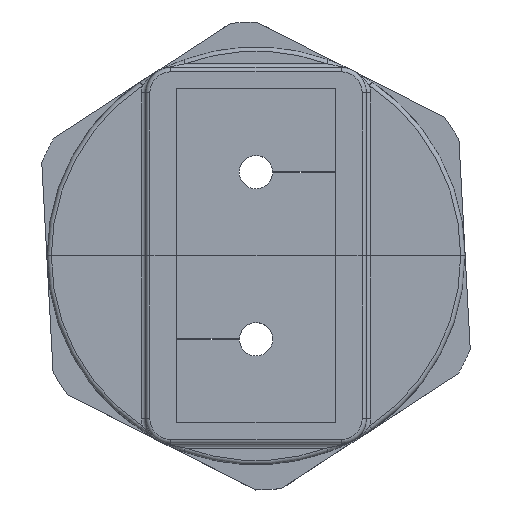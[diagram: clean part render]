
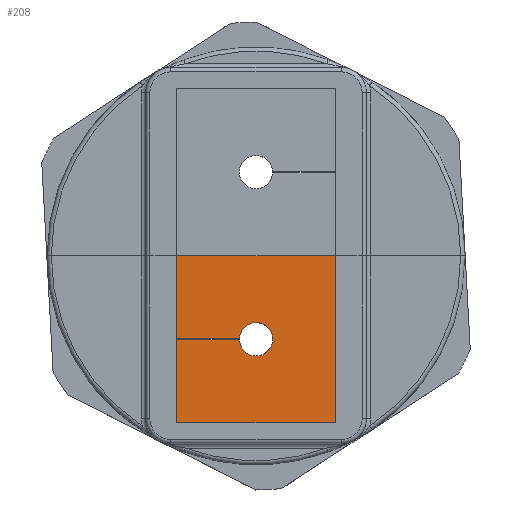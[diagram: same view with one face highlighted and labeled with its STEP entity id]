
A CAD part, top view. The second image highlights one B-rep face of the part: STEP entity #208.
In plain terms, the highlighted planar face has unit normal (0, 0, 1).
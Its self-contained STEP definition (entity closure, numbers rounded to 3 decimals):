
#208=ADVANCED_FACE('NONE',(#507),#508,.T.);
#507=FACE_OUTER_BOUND('',#1325,.T.);
#508=PLANE('',#1326);
#1325=EDGE_LOOP('',(#2439,#2440,#2441,#2442,#2443,#2444,#2445,#2446,#2447));
#1326=AXIS2_PLACEMENT_3D('',#2448,#2449,#2450);
#2439=ORIENTED_EDGE('',*,*,#3116,.T.);
#2440=ORIENTED_EDGE('',*,*,#3082,.F.);
#2441=ORIENTED_EDGE('',*,*,#3105,.F.);
#2442=ORIENTED_EDGE('',*,*,#3102,.F.);
#2443=ORIENTED_EDGE('',*,*,#3109,.F.);
#2444=ORIENTED_EDGE('',*,*,#3107,.F.);
#2445=ORIENTED_EDGE('',*,*,#3117,.T.);
#2446=ORIENTED_EDGE('',*,*,#3071,.T.);
#2447=ORIENTED_EDGE('',*,*,#3118,.T.);
#2448=CARTESIAN_POINT('',(7.778,-5.48,8.979));
#2449=DIRECTION('',(0.,0.,1.0));
#2450=DIRECTION('',(0.,-1.0,0.));
#3071=EDGE_CURVE('NONE',#3715,#3712,#3716,.T.);
#3082=EDGE_CURVE('NONE',#3736,#3737,#3738,.T.);
#3102=EDGE_CURVE('NONE',#3772,#3773,#3774,.T.);
#3105=EDGE_CURVE('NONE',#3773,#3736,#3777,.T.);
#3107=EDGE_CURVE('NONE',#3778,#3780,#3781,.T.);
#3109=EDGE_CURVE('NONE',#3780,#3772,#3783,.T.);
#3116=EDGE_CURVE('NONE',#3794,#3737,#3795,.T.);
#3117=EDGE_CURVE('NONE',#3778,#3715,#3796,.T.);
#3118=EDGE_CURVE('NONE',#3712,#3794,#3797,.T.);
#3712=VERTEX_POINT('',#4977);
#3715=VERTEX_POINT('NONE',#4981);
#3716=CIRCLE('',#4982,2.);
#3736=VERTEX_POINT('NONE',#5011);
#3737=VERTEX_POINT('NONE',#5012);
#3738=LINE('',#5013,#5014);
#3772=VERTEX_POINT('NONE',#5067);
#3773=VERTEX_POINT('NONE',#5068);
#3774=LINE('',#5069,#5070);
#3777=LINE('',#5075,#5076);
#3778=VERTEX_POINT('NONE',#5077);
#3780=VERTEX_POINT('NONE',#5080);
#3781=LINE('',#5081,#5082);
#3783=LINE('',#5085,#5086);
#3794=VERTEX_POINT('NONE',#5103);
#3795=LINE('',#5104,#5105);
#3796=LINE('',#5106,#5107);
#3797=CIRCLE('',#5108,2.);
#4977=CARTESIAN_POINT('',(0.278,-15.48,8.979));
#4981=CARTESIAN_POINT('',(-3.722,-15.43,8.979));
#4982=AXIS2_PLACEMENT_3D('',#5819,#5820,#5821);
#5011=CARTESIAN_POINT('',(-11.222,-25.48,8.979));
#5012=CARTESIAN_POINT('',(-11.222,-15.53,8.979));
#5013=CARTESIAN_POINT('',(-11.222,-25.48,8.979));
#5014=VECTOR('',#5834,1000.0);
#5067=CARTESIAN_POINT('',(7.778,-5.48,8.979));
#5068=CARTESIAN_POINT('',(7.778,-25.48,8.979));
#5069=CARTESIAN_POINT('',(7.778,-25.48,8.979));
#5070=VECTOR('',#5854,1000.0);
#5075=CARTESIAN_POINT('',(7.778,-25.48,8.979));
#5076=VECTOR('',#5857,1000.0);
#5077=CARTESIAN_POINT('',(-11.222,-15.43,8.979));
#5080=CARTESIAN_POINT('',(-11.222,-5.48,8.979));
#5081=CARTESIAN_POINT('',(-11.222,-25.48,8.979));
#5082=VECTOR('',#5859,1000.0);
#5085=CARTESIAN_POINT('',(7.778,-5.48,8.979));
#5086=VECTOR('',#5861,1000.0);
#5103=CARTESIAN_POINT('',(-3.722,-15.53,8.979));
#5104=CARTESIAN_POINT('',(-1.722,-15.53,8.979));
#5105=VECTOR('',#5868,1000.0);
#5106=CARTESIAN_POINT('',(-1.722,-15.43,8.979));
#5107=VECTOR('',#5869,1000.0);
#5108=AXIS2_PLACEMENT_3D('',#5870,#5871,#5872);
#5819=CARTESIAN_POINT('',(-1.722,-15.48,8.979));
#5820=DIRECTION('',(0.,0.,-1.0));
#5821=DIRECTION('',(1.0,0.,0.));
#5834=DIRECTION('',(0.,1.0,0.));
#5854=DIRECTION('',(0.,-1.0,0.));
#5857=DIRECTION('',(-1.0,0.,0.));
#5859=DIRECTION('',(0.,1.0,0.));
#5861=DIRECTION('',(1.0,0.,0.));
#5868=DIRECTION('',(-1.0,0.,0.));
#5869=DIRECTION('',(1.0,0.,0.));
#5870=CARTESIAN_POINT('',(-1.722,-15.48,8.979));
#5871=DIRECTION('',(0.,0.,-1.0));
#5872=DIRECTION('',(1.0,0.,0.));
